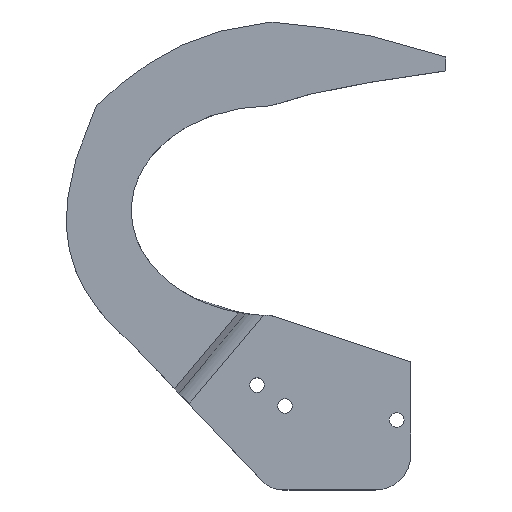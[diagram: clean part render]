
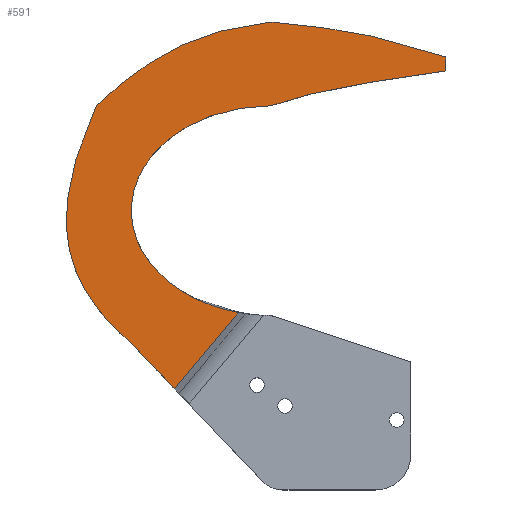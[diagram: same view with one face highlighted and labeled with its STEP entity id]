
A CAD part, top view. The second image highlights one B-rep face of the part: STEP entity #591.
In plain terms, the highlighted planar face has unit normal (0, 0, 1).
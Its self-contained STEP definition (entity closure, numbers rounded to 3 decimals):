
#15=(
BOUNDED_CURVE()
B_SPLINE_CURVE(5,(#984,#985,#986,#987,#988,#989,#990,#991,#992,#993,#994,
#995,#996,#997,#998),.UNSPECIFIED.,.F.,.F.)
B_SPLINE_CURVE_WITH_KNOTS((6,1,1,1,1,1,1,1,1,1,6),(0.,0.1,0.2,0.3,0.4,0.5,
0.6,0.7,0.8,0.9,1.),.UNSPECIFIED.)
CURVE()
GEOMETRIC_REPRESENTATION_ITEM()
RATIONAL_B_SPLINE_CURVE((1.,1.,1.,1.,1.,1.,1.,1.,1.,1.,1.,1.,1.,1.,1.))
REPRESENTATION_ITEM('')
);
#16=(
BOUNDED_CURVE()
B_SPLINE_CURVE(5,(#1002,#1003,#1004,#1005,#1006,#1007,#1008,#1009,#1010,
#1011,#1012,#1013,#1014,#1015,#1016),.UNSPECIFIED.,.F.,.F.)
B_SPLINE_CURVE_WITH_KNOTS((6,1,1,1,1,1,1,1,1,1,6),(0.,0.1,0.2,0.3,0.4,0.5,
0.6,0.7,0.8,0.9,1.),.UNSPECIFIED.)
CURVE()
GEOMETRIC_REPRESENTATION_ITEM()
RATIONAL_B_SPLINE_CURVE((1.,1.,1.,1.,1.,1.,1.,1.,1.,1.,1.,1.,1.,1.,1.))
REPRESENTATION_ITEM('')
);
#17=(
BOUNDED_CURVE()
B_SPLINE_CURVE(5,(#1018,#1019,#1020,#1021,#1022,#1023,#1024,#1025,#1026,
#1027,#1028,#1029,#1030,#1031,#1032),.UNSPECIFIED.,.F.,.F.)
B_SPLINE_CURVE_WITH_KNOTS((6,1,1,1,1,1,1,1,1,1,6),(0.,0.1,0.2,0.3,0.4,0.5,
0.6,0.7,0.8,0.9,1.),.UNSPECIFIED.)
CURVE()
GEOMETRIC_REPRESENTATION_ITEM()
RATIONAL_B_SPLINE_CURVE((1.,1.,1.,1.,1.,1.,1.,1.,1.,1.,1.,1.,1.,1.,1.))
REPRESENTATION_ITEM('')
);
#18=(
BOUNDED_CURVE()
B_SPLINE_CURVE(5,(#1033,#1034,#1035,#1036,#1037,#1038,#1039,#1040,#1041,
#1042,#1043,#1044,#1045,#1046,#1047),.UNSPECIFIED.,.F.,.F.)
B_SPLINE_CURVE_WITH_KNOTS((6,1,1,1,1,1,1,1,1,1,6),(0.,0.1,0.2,0.3,0.4,0.5,
0.6,0.7,0.8,0.9,1.),.UNSPECIFIED.)
CURVE()
GEOMETRIC_REPRESENTATION_ITEM()
RATIONAL_B_SPLINE_CURVE((1.,1.,1.,1.,1.,1.,1.,1.,1.,1.,1.,1.,1.,1.,1.))
REPRESENTATION_ITEM('')
);
#40=ELLIPSE('',#645,20.,15.);
#55=PLANE('',#657);
#82=FACE_OUTER_BOUND('',#119,.T.);
#119=EDGE_LOOP('',(#503,#504,#505,#506,#507,#508,#509,#510,#511));
#141=LINE('',#857,#193);
#171=LINE('',#979,#223);
#172=LINE('',#981,#224);
#173=LINE('',#1000,#225);
#193=VECTOR('',#693,10.);
#223=VECTOR('',#783,10.);
#224=VECTOR('',#786,10.);
#225=VECTOR('',#789,10.);
#262=VERTEX_POINT('',#854);
#263=VERTEX_POINT('',#856);
#286=VERTEX_POINT('',#941);
#287=VERTEX_POINT('',#943);
#297=VERTEX_POINT('',#977);
#298=VERTEX_POINT('',#983);
#299=VERTEX_POINT('',#999);
#300=VERTEX_POINT('',#1001);
#301=VERTEX_POINT('',#1017);
#321=EDGE_CURVE('',#263,#262,#141,.T.);
#355=EDGE_CURVE('',#286,#287,#40,.T.);
#371=EDGE_CURVE('',#297,#262,#171,.T.);
#372=EDGE_CURVE('',#287,#297,#172,.T.);
#373=EDGE_CURVE('',#286,#298,#15,.T.);
#374=EDGE_CURVE('',#298,#299,#173,.T.);
#375=EDGE_CURVE('',#299,#300,#16,.T.);
#376=EDGE_CURVE('',#300,#301,#17,.T.);
#377=EDGE_CURVE('',#301,#263,#18,.T.);
#503=ORIENTED_EDGE('',*,*,#372,.F.);
#504=ORIENTED_EDGE('',*,*,#355,.F.);
#505=ORIENTED_EDGE('',*,*,#373,.T.);
#506=ORIENTED_EDGE('',*,*,#374,.T.);
#507=ORIENTED_EDGE('',*,*,#375,.T.);
#508=ORIENTED_EDGE('',*,*,#376,.T.);
#509=ORIENTED_EDGE('',*,*,#377,.T.);
#510=ORIENTED_EDGE('',*,*,#321,.T.);
#511=ORIENTED_EDGE('',*,*,#371,.F.);
#591=ADVANCED_FACE('',(#82),#55,.T.);
#645=AXIS2_PLACEMENT_3D('',#944,#753,#754);
#657=AXIS2_PLACEMENT_3D('',#982,#787,#788);
#693=DIRECTION('',(0.69,-0.724,0.));
#753=DIRECTION('center_axis',(0.,0.,1.));
#754=DIRECTION('ref_axis',(-1.,0.,0.));
#783=DIRECTION('',(-0.642,-0.767,0.));
#786=DIRECTION('',(-0.724,-0.69,0.));
#787=DIRECTION('center_axis',(0.,0.,1.));
#788=DIRECTION('ref_axis',(1.,0.,0.));
#789=DIRECTION('',(0.,1.,0.));
#854=CARTESIAN_POINT('',(21.2,14.49,0.));
#856=CARTESIAN_POINT('',(15.,21.,0.));
#857=CARTESIAN_POINT('',(15.,21.,0.));
#941=CARTESIAN_POINT('',(35.,55.,0.));
#943=CARTESIAN_POINT('',(30.419,25.399,0.));
#944=CARTESIAN_POINT('Origin',(35.,40.,0.));
#977=CARTESIAN_POINT('',(30.,25.,0.));
#979=CARTESIAN_POINT('',(33.179,28.796,0.));
#981=CARTESIAN_POINT('',(33.714,28.538,0.));
#982=CARTESIAN_POINT('Origin',(35.273,33.5,0.));
#983=CARTESIAN_POINT('',(60.,60.,0.));
#984=CARTESIAN_POINT('Ctrl Pts',(35.,55.,0.));
#985=CARTESIAN_POINT('Ctrl Pts',(35.255,55.101,0.));
#986=CARTESIAN_POINT('Ctrl Pts',(35.788,55.304,0.));
#987=CARTESIAN_POINT('Ctrl Pts',(36.659,55.607,0.));
#988=CARTESIAN_POINT('Ctrl Pts',(37.964,56.011,0.));
#989=CARTESIAN_POINT('Ctrl Pts',(39.849,56.514,0.));
#990=CARTESIAN_POINT('Ctrl Pts',(42.002,57.016,0.));
#991=CARTESIAN_POINT('Ctrl Pts',(44.43,57.516,0.));
#992=CARTESIAN_POINT('Ctrl Pts',(47.116,58.015,0.));
#993=CARTESIAN_POINT('Ctrl Pts',(50.034,58.513,0.));
#994=CARTESIAN_POINT('Ctrl Pts',(53.161,59.01,0.));
#995=CARTESIAN_POINT('Ctrl Pts',(55.81,59.406,0.));
#996=CARTESIAN_POINT('Ctrl Pts',(57.875,59.703,0.));
#997=CARTESIAN_POINT('Ctrl Pts',(59.286,59.901,0.));
#998=CARTESIAN_POINT('Ctrl Pts',(60.,60.,0.));
#999=CARTESIAN_POINT('',(60.,62.,0.));
#1000=CARTESIAN_POINT('',(60.,60.,0.));
#1001=CARTESIAN_POINT('',(35.,67.,0.));
#1002=CARTESIAN_POINT('Ctrl Pts',(60.,62.,0.));
#1003=CARTESIAN_POINT('Ctrl Pts',(59.548,62.156,0.));
#1004=CARTESIAN_POINT('Ctrl Pts',(58.64,62.463,0.));
#1005=CARTESIAN_POINT('Ctrl Pts',(57.264,62.909,0.));
#1006=CARTESIAN_POINT('Ctrl Pts',(55.405,63.474,0.));
#1007=CARTESIAN_POINT('Ctrl Pts',(53.034,64.125,0.));
#1008=CARTESIAN_POINT('Ctrl Pts',(50.613,64.718,0.));
#1009=CARTESIAN_POINT('Ctrl Pts',(48.139,65.248,0.));
#1010=CARTESIAN_POINT('Ctrl Pts',(45.61,65.714,0.));
#1011=CARTESIAN_POINT('Ctrl Pts',(43.028,66.118,0.));
#1012=CARTESIAN_POINT('Ctrl Pts',(40.398,66.466,0.));
#1013=CARTESIAN_POINT('Ctrl Pts',(38.259,66.704,0.));
#1014=CARTESIAN_POINT('Ctrl Pts',(36.637,66.86,0.));
#1015=CARTESIAN_POINT('Ctrl Pts',(35.547,66.955,0.));
#1016=CARTESIAN_POINT('Ctrl Pts',(35.,67.,0.));
#1017=CARTESIAN_POINT('',(10.,55.,0.));
#1018=CARTESIAN_POINT('Ctrl Pts',(35.,67.,0.));
#1019=CARTESIAN_POINT('Ctrl Pts',(34.436,66.943,0.));
#1020=CARTESIAN_POINT('Ctrl Pts',(33.313,66.813,0.));
#1021=CARTESIAN_POINT('Ctrl Pts',(31.646,66.57,0.));
#1022=CARTESIAN_POINT('Ctrl Pts',(29.457,66.148,0.));
#1023=CARTESIAN_POINT('Ctrl Pts',(26.783,65.445,0.));
#1024=CARTESIAN_POINT('Ctrl Pts',(24.175,64.552,0.));
#1025=CARTESIAN_POINT('Ctrl Pts',(21.639,63.455,0.));
#1026=CARTESIAN_POINT('Ctrl Pts',(19.177,62.145,0.));
#1027=CARTESIAN_POINT('Ctrl Pts',(16.787,60.633,0.));
#1028=CARTESIAN_POINT('Ctrl Pts',(14.461,58.935,0.));
#1029=CARTESIAN_POINT('Ctrl Pts',(12.649,57.441,0.));
#1030=CARTESIAN_POINT('Ctrl Pts',(11.315,56.248,0.));
#1031=CARTESIAN_POINT('Ctrl Pts',(10.436,55.421,0.));
#1032=CARTESIAN_POINT('Ctrl Pts',(10.,55.,0.));
#1033=CARTESIAN_POINT('Ctrl Pts',(10.,55.,0.));
#1034=CARTESIAN_POINT('Ctrl Pts',(9.605,54.157,0.));
#1035=CARTESIAN_POINT('Ctrl Pts',(8.857,52.484,0.));
#1036=CARTESIAN_POINT('Ctrl Pts',(7.863,50.016,0.));
#1037=CARTESIAN_POINT('Ctrl Pts',(6.794,46.812,0.));
#1038=CARTESIAN_POINT('Ctrl Pts',(5.918,42.957,0.));
#1039=CARTESIAN_POINT('Ctrl Pts',(5.547,39.27,0.));
#1040=CARTESIAN_POINT('Ctrl Pts',(5.725,35.764,0.));
#1041=CARTESIAN_POINT('Ctrl Pts',(6.487,32.45,0.));
#1042=CARTESIAN_POINT('Ctrl Pts',(7.822,29.326,0.));
#1043=CARTESIAN_POINT('Ctrl Pts',(9.693,26.378,0.));
#1044=CARTESIAN_POINT('Ctrl Pts',(11.585,24.151,0.));
#1045=CARTESIAN_POINT('Ctrl Pts',(13.213,22.549,0.));
#1046=CARTESIAN_POINT('Ctrl Pts',(14.389,21.511,0.));
#1047=CARTESIAN_POINT('Ctrl Pts',(15.,21.,0.));
